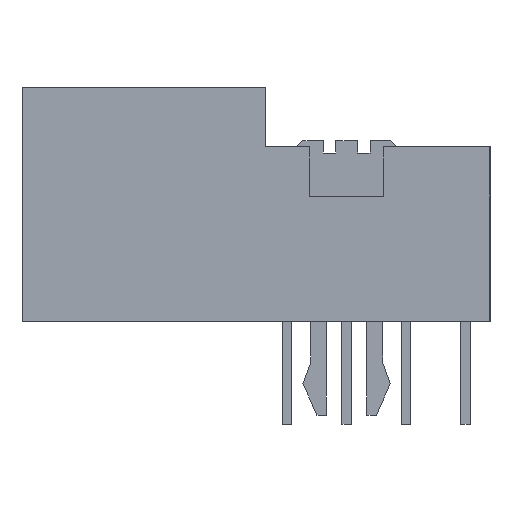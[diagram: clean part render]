
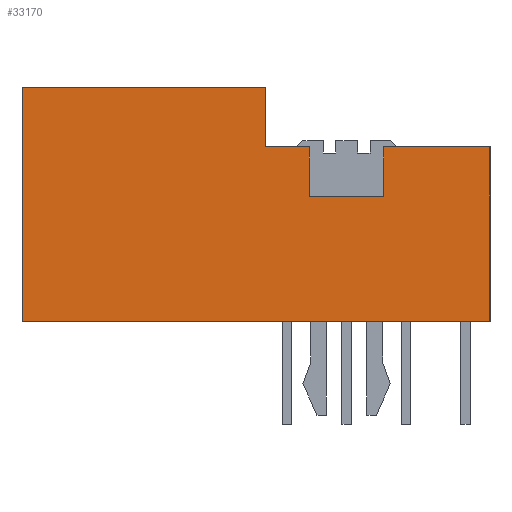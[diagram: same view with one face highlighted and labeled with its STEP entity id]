
A CAD part, left-side view. The second image highlights one B-rep face of the part: STEP entity #33170.
In plain terms, the highlighted planar face has unit normal (-1, 0, 0).
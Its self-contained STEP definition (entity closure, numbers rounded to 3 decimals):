
#31570=CARTESIAN_POINT('',(-30.425,11.357,7.5));
#31571=VERTEX_POINT('',#31570);
#31620=CARTESIAN_POINT('',(-30.425,11.357,0.));
#31621=VERTEX_POINT('',#31620);
#31628=CARTESIAN_POINT('',(-30.425,11.357,7.5));
#31629=DIRECTION('',(0.0,0.0,-1.0));
#31630=VECTOR('',#31629,7.5);
#31631=LINE('',#31628,#31630);
#31632=EDGE_CURVE('',#31571,#31621,#31631,.T.);
#31681=CARTESIAN_POINT('',(-30.425,3.557,7.5));
#31682=VERTEX_POINT('',#31681);
#31683=CARTESIAN_POINT('',(-30.425,11.357,7.5));
#31684=DIRECTION('',(0.0,-1.0,0.0));
#31685=VECTOR('',#31684,7.8);
#31686=LINE('',#31683,#31685);
#31687=EDGE_CURVE('',#31571,#31682,#31686,.T.);
#32383=CARTESIAN_POINT('',(-30.425,2.148,4.));
#32384=VERTEX_POINT('',#32383);
#32391=CARTESIAN_POINT('',(-30.425,-0.243,4.));
#32392=VERTEX_POINT('',#32391);
#32393=CARTESIAN_POINT('',(-30.425,2.148,4.));
#32394=DIRECTION('',(0.0,-1.0,0.0));
#32395=VECTOR('',#32394,2.391);
#32396=LINE('',#32393,#32395);
#32397=EDGE_CURVE('',#32384,#32392,#32396,.T.);
#32433=CARTESIAN_POINT('',(-30.425,-3.643,0.));
#32434=VERTEX_POINT('',#32433);
#32435=CARTESIAN_POINT('',(-30.425,-3.643,0.));
#32436=DIRECTION('',(0.0,1.0,0.0));
#32437=VECTOR('',#32436,15.);
#32438=LINE('',#32435,#32437);
#32439=EDGE_CURVE('',#32434,#31621,#32438,.T.);
#32536=CARTESIAN_POINT('',(-30.425,-3.643,5.6));
#32537=VERTEX_POINT('',#32536);
#32544=CARTESIAN_POINT('',(-30.425,-3.643,5.6));
#32545=DIRECTION('',(0.0,0.0,-1.0));
#32546=VECTOR('',#32545,5.6);
#32547=LINE('',#32544,#32546);
#32548=EDGE_CURVE('',#32537,#32434,#32547,.T.);
#32954=CARTESIAN_POINT('',(-30.425,2.148,5.6));
#32955=VERTEX_POINT('',#32954);
#32985=CARTESIAN_POINT('',(-30.425,3.557,5.6));
#32986=VERTEX_POINT('',#32985);
#32993=CARTESIAN_POINT('',(-30.425,3.557,5.6));
#32994=DIRECTION('',(0.0,-1.0,0.0));
#32995=VECTOR('',#32994,1.41);
#32996=LINE('',#32993,#32995);
#32997=EDGE_CURVE('',#32986,#32955,#32996,.T.);
#33131=CARTESIAN_POINT('',(-30.425,-4.393,-0.375));
#33132=DIRECTION('',(1.0,0.0,0.0));
#33133=DIRECTION('',(0.0,1.0,0.0));
#33134=AXIS2_PLACEMENT_3D('',#33131,#33132,#33133);
#33135=PLANE('',#33134);
#33136=CARTESIAN_POINT('',(-30.425,2.148,4.));
#33137=DIRECTION('',(0.0,0.0,1.0));
#33138=VECTOR('',#33137,1.6);
#33139=LINE('',#33136,#33138);
#33140=EDGE_CURVE('',#32384,#32955,#33139,.T.);
#33141=ORIENTED_EDGE('',*,*,#33140,.T.);
#33142=ORIENTED_EDGE('',*,*,#32997,.F.);
#33143=CARTESIAN_POINT('',(-30.425,3.557,7.5));
#33144=DIRECTION('',(0.0,0.0,-1.0));
#33145=VECTOR('',#33144,1.9);
#33146=LINE('',#33143,#33145);
#33147=EDGE_CURVE('',#31682,#32986,#33146,.T.);
#33148=ORIENTED_EDGE('',*,*,#33147,.F.);
#33149=ORIENTED_EDGE('',*,*,#31687,.F.);
#33150=ORIENTED_EDGE('',*,*,#31632,.T.);
#33151=ORIENTED_EDGE('',*,*,#32439,.F.);
#33152=ORIENTED_EDGE('',*,*,#32548,.F.);
#33153=CARTESIAN_POINT('',(-30.425,-0.243,5.6));
#33154=VERTEX_POINT('',#33153);
#33155=CARTESIAN_POINT('',(-30.425,-0.243,5.6));
#33156=DIRECTION('',(0.0,-1.0,0.0));
#33157=VECTOR('',#33156,3.4);
#33158=LINE('',#33155,#33157);
#33159=EDGE_CURVE('',#33154,#32537,#33158,.T.);
#33160=ORIENTED_EDGE('',*,*,#33159,.F.);
#33161=CARTESIAN_POINT('',(-30.425,-0.243,5.6));
#33162=DIRECTION('',(0.0,0.0,-1.0));
#33163=VECTOR('',#33162,1.6);
#33164=LINE('',#33161,#33163);
#33165=EDGE_CURVE('',#33154,#32392,#33164,.T.);
#33166=ORIENTED_EDGE('',*,*,#33165,.T.);
#33167=ORIENTED_EDGE('',*,*,#32397,.F.);
#33168=EDGE_LOOP('',(#33141,#33142,#33148,#33149,#33150,#33151,#33152,#33160,#33166,#33167));
#33169=FACE_OUTER_BOUND('',#33168,.T.);
#33170=ADVANCED_FACE('',(#33169),#33135,.F.);
